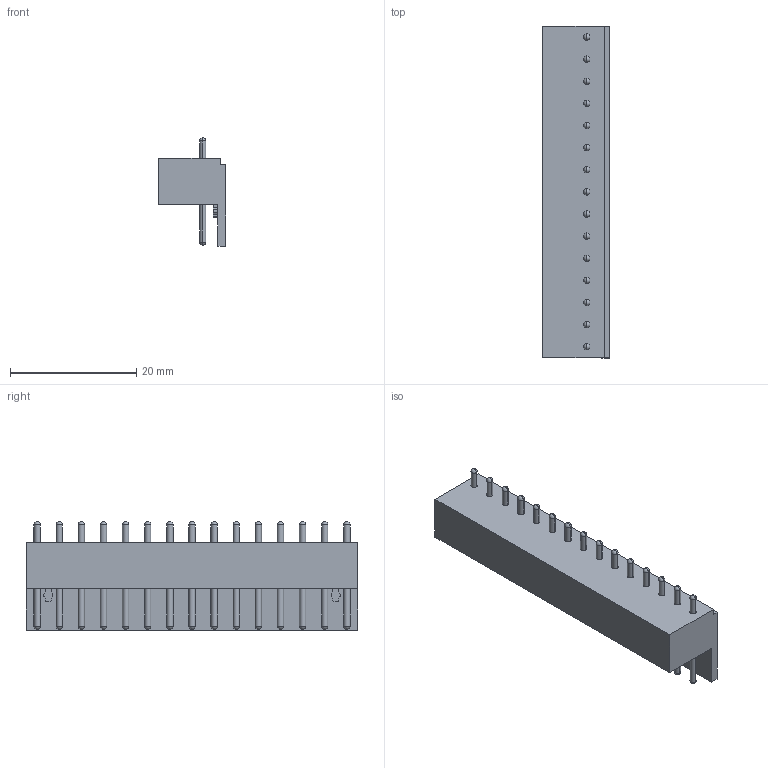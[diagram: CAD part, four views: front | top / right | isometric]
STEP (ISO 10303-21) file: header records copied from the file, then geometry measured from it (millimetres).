
FILE_DESCRIPTION((''),'2;1');
FILE_NAME('TL007T-XXP','2024-11-13T14:13:59',('sheji'),(''),'CREO PARAMETRIC BY PTC INC, 2018100','CREO PARAMETRIC BY PTC INC, 2018100','');
FILE_SCHEMA(('CONFIG_CONTROL_DESIGN'));
Length unit declared in the file: millimetre
Products named in the file (1): TL007T-XXP
Bounding box: 10.6 x 52.5 x 17.15 mm (x, y, z)
Volume: 4574 mm3; surface area: 3179.6 mm2
Topology: 1 solids, 1 shells, 158 faces, 408 edges, 222 vertices
Faces by surface type: cylinder 68, sphere 60, plane 30
Entity records: 4446 total; most frequent: DIRECTION 860, CARTESIAN_POINT 728, ORIENTED_EDGE 696, AXIS2_PLACEMENT_3D 354, EDGE_CURVE 348, VERTEX_POINT 222, CIRCLE 196, EDGE_LOOP 188
